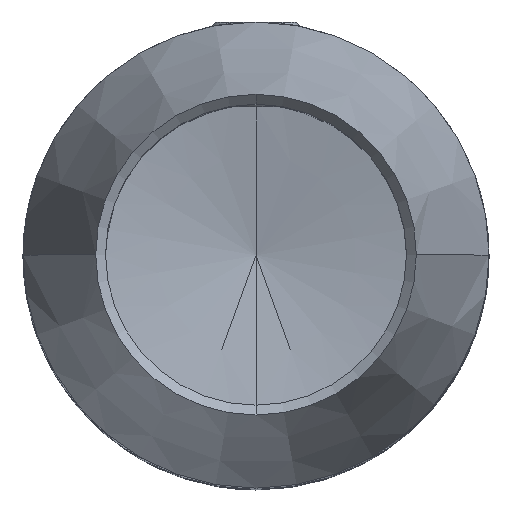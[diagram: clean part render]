
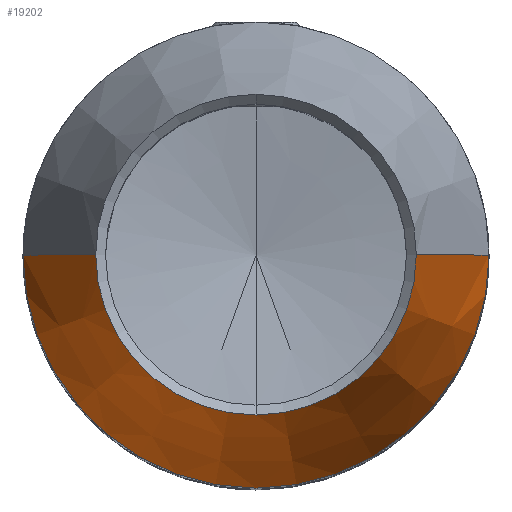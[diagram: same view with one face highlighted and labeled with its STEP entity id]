
A CAD part, top view. The second image highlights one B-rep face of the part: STEP entity #19202.
In plain terms, the highlighted conical face has half-angle 19 degrees and reference radius 7.557 mm.
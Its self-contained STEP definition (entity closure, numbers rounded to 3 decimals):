
#283 = DIRECTION ( 'NONE',  ( -1., 0., 0. ) ) ;
#1157 = CARTESIAN_POINT ( 'NONE',  ( -7.557, 0., 0. ) ) ;
#1258 = AXIS2_PLACEMENT_3D ( 'NONE', #2013, #8402, #13035 ) ;
#1621 = CARTESIAN_POINT ( 'NONE',  ( 0., 0., 0. ) ) ;
#2013 = CARTESIAN_POINT ( 'NONE',  ( 0., 0., -0.032 ) ) ;
#2016 = CIRCLE ( 'NONE', #9315, 11. ) ;
#2052 = CIRCLE ( 'NONE', #1258, 7.568 ) ;
#2206 = ORIENTED_EDGE ( 'NONE', *, *, #5697, .T. ) ;
#2332 = CARTESIAN_POINT ( 'NONE',  ( 0., 0., -0.032 ) ) ;
#3195 = FACE_OUTER_BOUND ( 'NONE', #10694, .T. ) ;
#3311 = CARTESIAN_POINT ( 'NONE',  ( 7.568, 0., -0.032 ) ) ;
#3540 = VECTOR ( 'NONE', #9007, 1000. ) ;
#3772 = DIRECTION ( 'NONE',  ( 0., 0., -1. ) ) ;
#5046 = LINE ( 'NONE', #1157, #3540 ) ;
#5697 = EDGE_CURVE ( 'NONE', #15174, #10850, #2052, .T. ) ;
#6622 = ORIENTED_EDGE ( 'NONE', *, *, #17766, .T. ) ;
#8010 = EDGE_CURVE ( 'NONE', #16129, #10472, #2016, .T. ) ;
#8175 = CARTESIAN_POINT ( 'NONE',  ( 7.557, 0., 0. ) ) ;
#8394 = DIRECTION ( 'NONE',  ( 0., -1., 0. ) ) ;
#8402 = DIRECTION ( 'NONE',  ( 0., 0., -1. ) ) ;
#8763 = CARTESIAN_POINT ( 'NONE',  ( 11., 0., -10. ) ) ;
#9007 = DIRECTION ( 'NONE',  ( -0.326, 0., -0.946 ) ) ;
#9315 = AXIS2_PLACEMENT_3D ( 'NONE', #11025, #15885, #12778 ) ;
#9497 = DIRECTION ( 'NONE',  ( 0.326, 0., -0.946 ) ) ;
#9786 = CARTESIAN_POINT ( 'NONE',  ( 0., -7.568, -0.032 ) ) ;
#9985 = CONICAL_SURFACE ( 'NONE', #18377, 7.557, 0.332 ) ;
#10173 = ORIENTED_EDGE ( 'NONE', *, *, #8010, .T. ) ;
#10472 = VERTEX_POINT ( 'NONE', #8763 ) ;
#10694 = EDGE_LOOP ( 'NONE', ( #10919, #12540, #2206, #6622, #10173 ) ) ;
#10850 = VERTEX_POINT ( 'NONE', #13239 ) ;
#10919 = ORIENTED_EDGE ( 'NONE', *, *, #15625, .F. ) ;
#11025 = CARTESIAN_POINT ( 'NONE',  ( 0., 0., -10. ) ) ;
#11113 = CIRCLE ( 'NONE', #14223, 7.568 ) ;
#11178 = DIRECTION ( 'NONE',  ( 0., 0., -1. ) ) ;
#12039 = EDGE_CURVE ( 'NONE', #16092, #15174, #11113, .T. ) ;
#12540 = ORIENTED_EDGE ( 'NONE', *, *, #12039, .T. ) ;
#12778 = DIRECTION ( 'NONE',  ( 1., 0., 0. ) ) ;
#13035 = DIRECTION ( 'NONE',  ( 0., -1., 0. ) ) ;
#13239 = CARTESIAN_POINT ( 'NONE',  ( -7.568, 0., -0.032 ) ) ;
#14223 = AXIS2_PLACEMENT_3D ( 'NONE', #2332, #3772, #8394 ) ;
#14559 = VECTOR ( 'NONE', #9497, 1000. ) ;
#15174 = VERTEX_POINT ( 'NONE', #9786 ) ;
#15625 = EDGE_CURVE ( 'NONE', #16092, #10472, #18774, .T. ) ;
#15885 = DIRECTION ( 'NONE',  ( 0., 0., 1. ) ) ;
#16092 = VERTEX_POINT ( 'NONE', #3311 ) ;
#16129 = VERTEX_POINT ( 'NONE', #16237 ) ;
#16237 = CARTESIAN_POINT ( 'NONE',  ( -11., 0., -10. ) ) ;
#17766 = EDGE_CURVE ( 'NONE', #10850, #16129, #5046, .T. ) ;
#18377 = AXIS2_PLACEMENT_3D ( 'NONE', #1621, #11178, #283 ) ;
#18774 = LINE ( 'NONE', #8175, #14559 ) ;
#19202 = ADVANCED_FACE ( 'NONE', ( #3195 ), #9985, .T. ) ;
